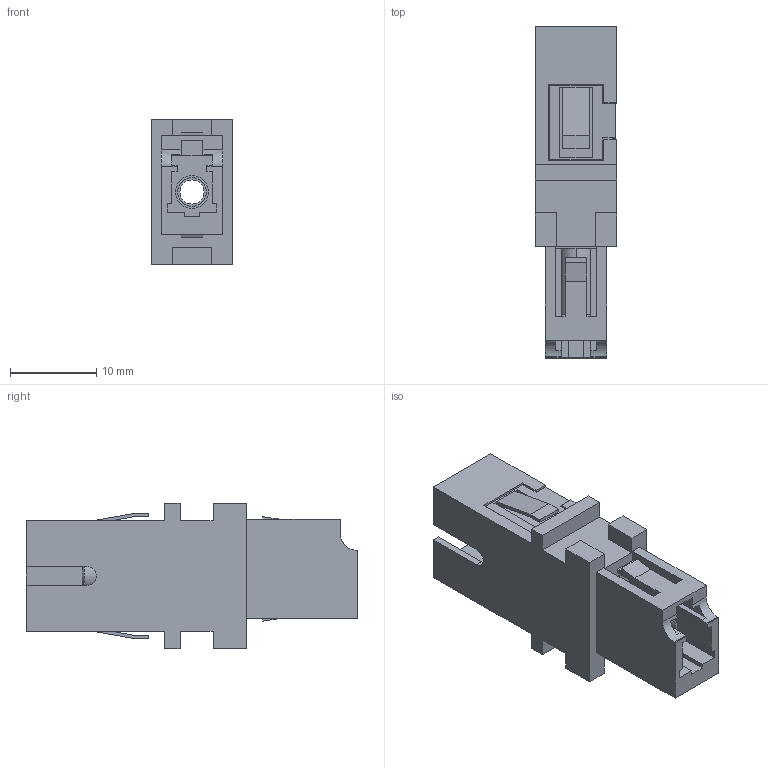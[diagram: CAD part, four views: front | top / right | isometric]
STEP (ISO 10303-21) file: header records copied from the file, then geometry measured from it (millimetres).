
FILE_DESCRIPTION (( 'STEP AP214' ), '1' );
FILE_NAME ('FOA-AM-SCFLCF_3D.STEP', '2020-07-27T18:49:43', ( '' ), ( '' ), 'SwSTEP 2.0', 'SolidWorks 2018', '' );
FILE_SCHEMA (( 'AUTOMOTIVE_DESIGN' ));
Length unit declared in the file: inch
Products named in the file (1): FOA-AM-SCFLCF_3D
Bounding box: 9.4 x 38.4 x 16.89 mm (x, y, z)
Volume: 2770.1 mm3; surface area: 3713 mm2
Topology: 2 solids, 2 shells, 178 faces, 494 edges, 326 vertices
Faces by surface type: plane 163, cylinder 11, cone 4
Entity records: 6230 total; most frequent: CARTESIAN_POINT 999, ORIENTED_EDGE 988, DIRECTION 880, EDGE_CURVE 494, LINE 466, VECTOR 466, VERTEX_POINT 326, AXIS2_PLACEMENT_3D 207
